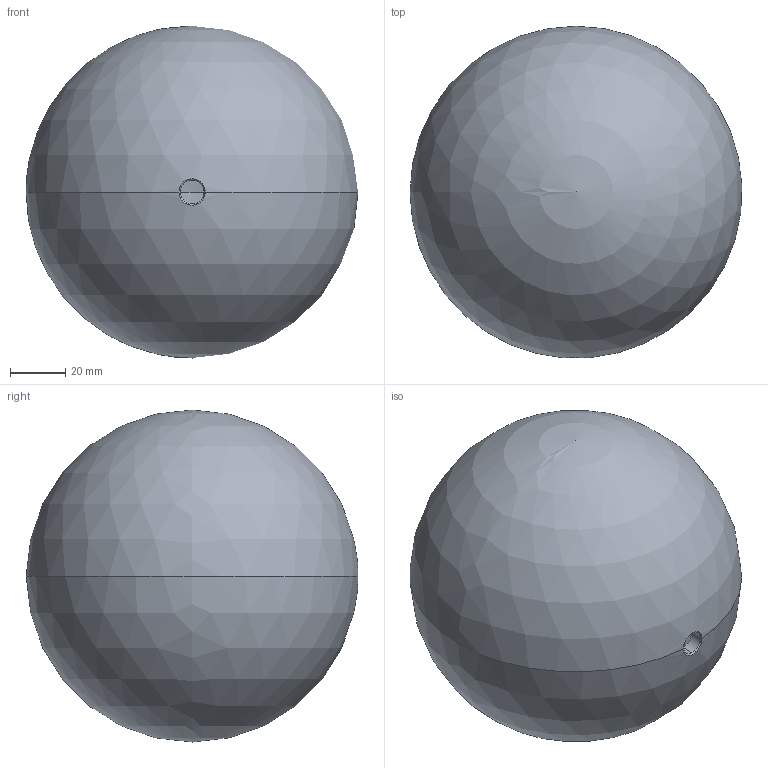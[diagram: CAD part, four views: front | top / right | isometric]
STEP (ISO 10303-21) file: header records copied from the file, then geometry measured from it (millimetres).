
FILE_DESCRIPTION (( 'STEP AP203' ), '1' );
FILE_NAME ('52120-240.STEP', '2016-04-01T12:30:05', ( '' ), ( '' ), 'SwSTEP 2.0', 'SolidWorks 2015', '' );
FILE_SCHEMA (( 'CONFIG_CONTROL_DESIGN' ));
Length unit declared in the file: millimetre
Products named in the file (1): 52120-240
Bounding box: 119.95 x 119.81 x 120 mm (x, y, z)
Volume: 87545.2 mm3; surface area: 87636 mm2
Topology: 1 solids, 1 shells, 227 faces, 613 edges, 408 vertices
Faces by surface type: plane 102, bspline 92, cone 25, sphere 4, cylinder 4
Entity records: 11661 total; most frequent: CARTESIAN_POINT 6950, ORIENTED_EDGE 1206, EDGE_CURVE 603, DIRECTION 507, VERTEX_POINT 402, B_SPLINE_CURVE_WITH_KNOTS 386, EDGE_LOOP 251, FACE_OUTER_BOUND 227
